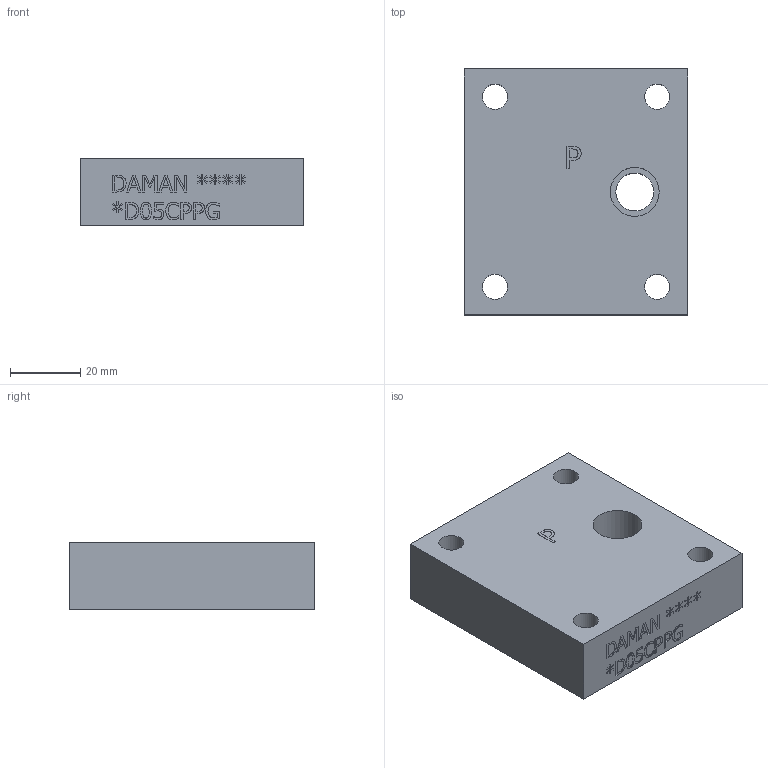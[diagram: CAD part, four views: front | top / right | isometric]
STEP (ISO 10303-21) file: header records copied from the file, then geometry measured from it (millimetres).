
FILE_DESCRIPTION(/* description */ (''),/* implementation_level */ '2;1');
FILE_NAME(/* name */ '_D05CPPG.stp',/* time_stamp */ '2021-12-16T07:48:15-05:00',/* author */ ('jrf'),/* organization */ (''),/* preprocessor_version */ 'ST-DEVELOPER v18.1',/* originating_system */ 'Autodesk Inventor 2022',/* authorisation */ '');
FILE_SCHEMA (('AUTOMOTIVE_DESIGN { 1 0 10303 214 3 1 1 }'));
Length unit declared in the file: millimetre
Products named in the file (1): Part_AD05CPPG.B00491R7_3D
Bounding box: 63.5 x 69.85 x 19.05 mm (x, y, z)
Volume: 77842 mm3; surface area: 16215.5 mm2
Topology: 1 solids, 1 shells, 333 faces, 897 edges, 598 vertices
Faces by surface type: plane 227, bspline 95, cylinder 11
Full cylindrical faces by diameter (mm): 7.137 x4, 10.719 x1, 13.868 x1, 15.875 x5
Entity records: 11169 total; most frequent: CARTESIAN_POINT 3064, ORIENTED_EDGE 1794, DIRECTION 1207, EDGE_CURVE 897, LINE 685, VECTOR 685, VERTEX_POINT 598, EDGE_LOOP 375
